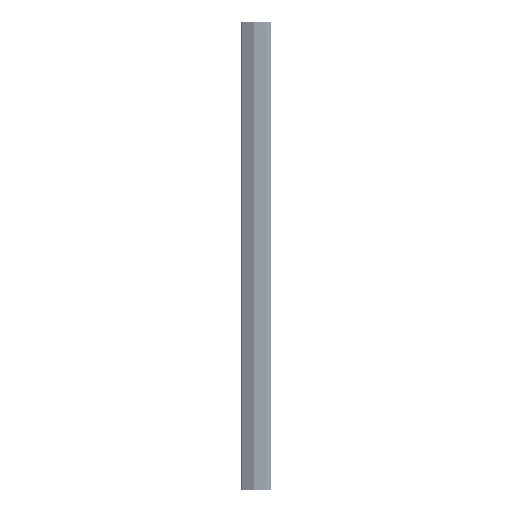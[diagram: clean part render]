
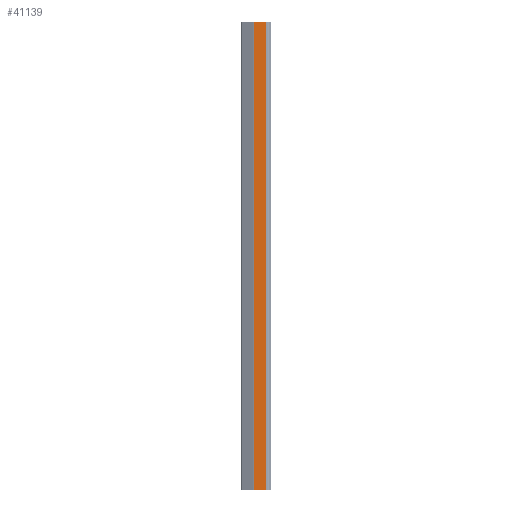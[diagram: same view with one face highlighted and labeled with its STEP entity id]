
A CAD part, left-side view. The second image highlights one B-rep face of the part: STEP entity #41139.
In plain terms, the highlighted planar face has unit normal (-1, 0, 0).
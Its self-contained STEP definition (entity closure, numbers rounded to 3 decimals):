
#16689=DIRECTION('',(0.,0.,1.));
#16690=VECTOR('',#16689,365.4);
#16691=CARTESIAN_POINT('',(-224.5,-10.31,-182.7));
#16692=LINE('',#16691,#16690);
#16715=DIRECTION('',(0.,-1.,0.));
#16716=VECTOR('',#16715,9.51);
#16717=CARTESIAN_POINT('',(-224.5,-10.31,-182.7));
#16718=LINE('',#16717,#16716);
#16732=DIRECTION('',(0.,0.,1.));
#16733=VECTOR('',#16732,365.4);
#16734=CARTESIAN_POINT('',(-224.5,-19.82,-182.7));
#16735=LINE('',#16734,#16733);
#16839=DIRECTION('',(0.,-1.,0.));
#16840=VECTOR('',#16839,9.51);
#16841=CARTESIAN_POINT('',(-224.5,-10.31,182.7));
#16842=LINE('',#16841,#16840);
#23237=CARTESIAN_POINT('',(-224.5,-10.31,-182.7));
#23238=CARTESIAN_POINT('',(-224.5,-10.31,182.7));
#23239=VERTEX_POINT('',#23237);
#23240=VERTEX_POINT('',#23238);
#23257=CARTESIAN_POINT('',(-224.5,-19.82,-182.7));
#23258=CARTESIAN_POINT('',(-224.5,-19.82,182.7));
#23259=VERTEX_POINT('',#23257);
#23260=VERTEX_POINT('',#23258);
#41125=CARTESIAN_POINT('',(-224.5,-10.,-182.7));
#41126=DIRECTION('',(-1.,0.,0.));
#41127=DIRECTION('',(0.,-1.,0.));
#41128=AXIS2_PLACEMENT_3D('',#41125,#41126,#41127);
#41129=PLANE('',#41128);
#41131=ORIENTED_EDGE('',*,*,#41130,.F.);
#41132=ORIENTED_EDGE('',*,*,#41116,.T.);
#41134=ORIENTED_EDGE('',*,*,#41133,.T.);
#41136=ORIENTED_EDGE('',*,*,#41135,.F.);
#41137=EDGE_LOOP('',(#41131,#41132,#41134,#41136));
#41138=FACE_OUTER_BOUND('',#41137,.F.);
#41139=ADVANCED_FACE('',(#41138),#41129,.T.);
#41116=EDGE_CURVE('',#23239,#23240,#16692,.T.);
#41130=EDGE_CURVE('',#23239,#23259,#16718,.T.);
#41133=EDGE_CURVE('',#23240,#23260,#16842,.T.);
#41135=EDGE_CURVE('',#23259,#23260,#16735,.T.);
